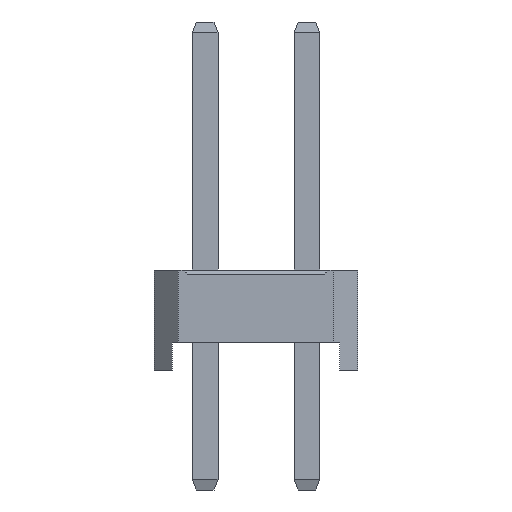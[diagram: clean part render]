
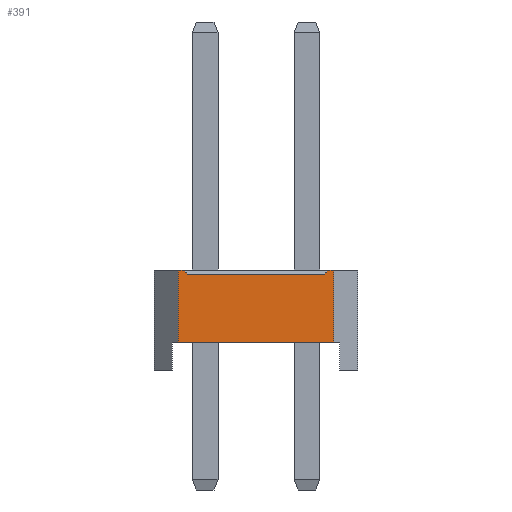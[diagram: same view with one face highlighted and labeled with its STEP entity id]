
A CAD part, left-side view. The second image highlights one B-rep face of the part: STEP entity #391.
In plain terms, the highlighted planar face has unit normal (-1, 0, 0).
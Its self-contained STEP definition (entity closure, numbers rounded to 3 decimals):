
#391=ADVANCED_FACE('',(#1785),#1787,.T.);
#1785=FACE_BOUND('',#1786,.T.);
#1786=EDGE_LOOP('',(#2894,#2895,#2896,#2897,#2898,#2899,#2900,#2901));
#1787=PLANE('',#1788);
#1788=AXIS2_PLACEMENT_3D('',#1789,#1790,#1791);
#1789=CARTESIAN_POINT('',(-1.27,3.21,0.));
#1790=DIRECTION('',(-1.,0.,0.));
#1791=DIRECTION('',(0.,-1.,0.));
#2894=ORIENTED_EDGE('',*,*,#3591,.F.);
#2895=ORIENTED_EDGE('',*,*,#3592,.T.);
#2896=ORIENTED_EDGE('',*,*,#3593,.F.);
#2897=ORIENTED_EDGE('',*,*,#3469,.F.);
#2898=ORIENTED_EDGE('',*,*,#3594,.F.);
#2899=ORIENTED_EDGE('',*,*,#3417,.T.);
#2900=ORIENTED_EDGE('',*,*,#3590,.T.);
#2901=ORIENTED_EDGE('',*,*,#3473,.F.);
#3417=EDGE_CURVE('',#3805,#3803,#3806,.T.);
#3469=EDGE_CURVE('',#3907,#3909,#3910,.T.);
#3473=EDGE_CURVE('',#3915,#3917,#3918,.T.);
#3590=EDGE_CURVE('',#3803,#3917,#4114,.T.);
#3591=EDGE_CURVE('',#4115,#3915,#4116,.F.);
#3592=EDGE_CURVE('',#4115,#4117,#4118,.T.);
#3593=EDGE_CURVE('',#3909,#4117,#4119,.F.);
#3594=EDGE_CURVE('',#3805,#3907,#4120,.T.);
#3803=VERTEX_POINT('',#4431);
#3805=VERTEX_POINT('',#4435);
#3806=LINE('',#4436,#4437);
#3907=VERTEX_POINT('',#4639);
#3909=VERTEX_POINT('',#4643);
#3910=LINE('',#4644,#4645);
#3915=VERTEX_POINT('',#4655);
#3917=VERTEX_POINT('',#4659);
#3918=LINE('',#4660,#4661);
#4114=LINE('',#5090,#5091);
#4115=VERTEX_POINT('',#5093);
#4116=LINE('',#5094,#5095);
#4117=VERTEX_POINT('',#5097);
#4118=LINE('',#5098,#5099);
#4119=LINE('',#5101,#5102);
#4120=LINE('',#5104,#5105);
#4431=CARTESIAN_POINT('',(-1.27,-0.67,0.7));
#4435=CARTESIAN_POINT('',(-1.27,3.21,0.7));
#4436=CARTESIAN_POINT('',(-1.27,3.21,0.7));
#4437=VECTOR('',#4438,1.);
#4438=DIRECTION('',(0.,-1.,0.));
#4639=CARTESIAN_POINT('',(-1.27,3.21,2.5));
#4643=CARTESIAN_POINT('',(-1.27,3.09,2.5));
#4644=CARTESIAN_POINT('',(-1.27,3.21,2.5));
#4645=VECTOR('',#4646,1.);
#4646=DIRECTION('',(0.,-1.,0.));
#4655=CARTESIAN_POINT('',(-1.27,-0.55,2.5));
#4659=CARTESIAN_POINT('',(-1.27,-0.67,2.5));
#4660=CARTESIAN_POINT('',(-1.27,-0.55,2.5));
#4661=VECTOR('',#4662,1.);
#4662=DIRECTION('',(0.,-1.,0.));
#5090=CARTESIAN_POINT('',(-1.27,-0.67,0.7));
#5091=VECTOR('',#5092,1.);
#5092=DIRECTION('',(0.,0.,1.));
#5093=CARTESIAN_POINT('',(-1.27,-0.45,2.4));
#5094=CARTESIAN_POINT('',(-1.27,-0.55,2.5));
#5095=VECTOR('',#5096,1.);
#5096=DIRECTION('',(0.,0.707,-0.707));
#5097=CARTESIAN_POINT('',(-1.27,2.99,2.4));
#5098=CARTESIAN_POINT('',(-1.27,-0.45,2.4));
#5099=VECTOR('',#5100,1.);
#5100=DIRECTION('',(0.,1.,0.));
#5101=CARTESIAN_POINT('',(-1.27,2.99,2.4));
#5102=VECTOR('',#5103,1.);
#5103=DIRECTION('',(0.,0.707,0.707));
#5104=CARTESIAN_POINT('',(-1.27,3.21,0.7));
#5105=VECTOR('',#5106,1.);
#5106=DIRECTION('',(0.,0.,1.));
